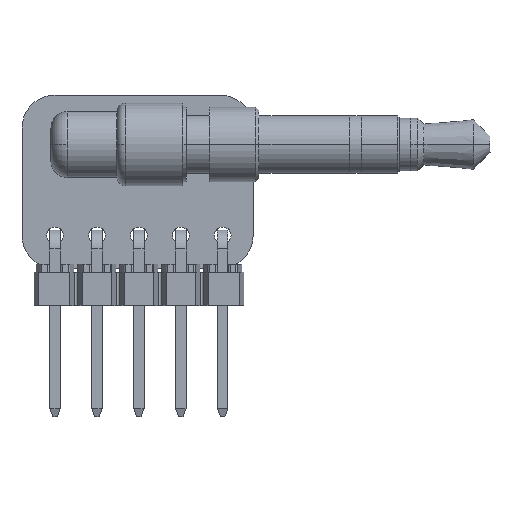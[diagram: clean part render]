
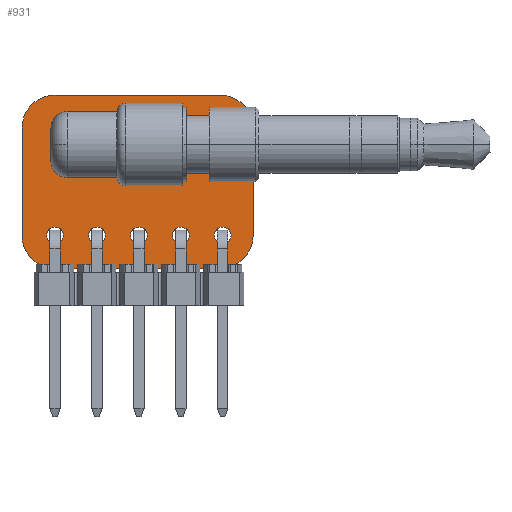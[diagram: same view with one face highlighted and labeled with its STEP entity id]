
A CAD part, top view. The second image highlights one B-rep face of the part: STEP entity #931.
In plain terms, the highlighted planar face has unit normal (0, 0, 1).
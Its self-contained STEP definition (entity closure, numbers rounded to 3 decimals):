
#84 = VERTEX_POINT('',#85);
#85 = CARTESIAN_POINT('',(2.,9.5,1.619));
#91 = EDGE_CURVE('',#84,#92,#94,.T.);
#92 = VERTEX_POINT('',#93);
#93 = CARTESIAN_POINT('',(0.,11.5,1.619));
#94 = CIRCLE('',#95,2.001);
#95 = AXIS2_PLACEMENT_3D('',#96,#97,#98);
#96 = CARTESIAN_POINT('',(2.001,11.501,1.619));
#97 = DIRECTION('',(0.,0.,-1.));
#98 = DIRECTION('',(0.,-1.,-0.));
#124 = EDGE_CURVE('',#92,#125,#127,.T.);
#125 = VERTEX_POINT('',#126);
#126 = CARTESIAN_POINT('',(0.,18.,1.619));
#127 = LINE('',#128,#129);
#128 = CARTESIAN_POINT('',(0.,11.5,1.619));
#129 = VECTOR('',#130,1.);
#130 = DIRECTION('',(0.,1.,0.));
#155 = EDGE_CURVE('',#125,#156,#158,.T.);
#156 = VERTEX_POINT('',#157);
#157 = CARTESIAN_POINT('',(2.,20.,1.619));
#158 = CIRCLE('',#159,2.001);
#159 = AXIS2_PLACEMENT_3D('',#160,#161,#162);
#160 = CARTESIAN_POINT('',(2.001,17.999,1.619));
#161 = DIRECTION('',(0.,0.,-1.));
#162 = DIRECTION('',(-1.,0.,0.));
#188 = EDGE_CURVE('',#156,#189,#191,.T.);
#189 = VERTEX_POINT('',#190);
#190 = CARTESIAN_POINT('',(12.,20.,1.619));
#191 = LINE('',#192,#193);
#192 = CARTESIAN_POINT('',(2.,20.,1.619));
#193 = VECTOR('',#194,1.);
#194 = DIRECTION('',(1.,0.,0.));
#219 = EDGE_CURVE('',#189,#220,#222,.T.);
#220 = VERTEX_POINT('',#221);
#221 = CARTESIAN_POINT('',(14.,18.,1.619));
#222 = CIRCLE('',#223,2.001);
#223 = AXIS2_PLACEMENT_3D('',#224,#225,#226);
#224 = CARTESIAN_POINT('',(11.999,17.999,1.619));
#225 = DIRECTION('',(0.,0.,-1.));
#226 = DIRECTION('',(0.,1.,0.));
#252 = EDGE_CURVE('',#220,#253,#255,.T.);
#253 = VERTEX_POINT('',#254);
#254 = CARTESIAN_POINT('',(14.,11.5,1.619));
#255 = LINE('',#256,#257);
#256 = CARTESIAN_POINT('',(14.,18.,1.619));
#257 = VECTOR('',#258,1.);
#258 = DIRECTION('',(0.,-1.,0.));
#283 = EDGE_CURVE('',#253,#284,#286,.T.);
#284 = VERTEX_POINT('',#285);
#285 = CARTESIAN_POINT('',(12.,9.5,1.619));
#286 = CIRCLE('',#287,2.001);
#287 = AXIS2_PLACEMENT_3D('',#288,#289,#290);
#288 = CARTESIAN_POINT('',(11.999,11.501,1.619));
#289 = DIRECTION('',(0.,0.,-1.));
#290 = DIRECTION('',(1.,0.,0.));
#316 = EDGE_CURVE('',#284,#84,#317,.T.);
#317 = LINE('',#318,#319);
#318 = CARTESIAN_POINT('',(12.,9.5,1.619));
#319 = VECTOR('',#320,1.);
#320 = DIRECTION('',(-1.,0.,0.));
#340 = VERTEX_POINT('',#341);
#341 = CARTESIAN_POINT('',(2.508,11.5,1.619));
#347 = EDGE_CURVE('',#340,#340,#348,.T.);
#348 = CIRCLE('',#349,0.508);
#349 = AXIS2_PLACEMENT_3D('',#350,#351,#352);
#350 = CARTESIAN_POINT('',(2.,11.5,1.619));
#351 = DIRECTION('',(0.,0.,1.));
#352 = DIRECTION('',(1.,0.,-0.));
#373 = VERTEX_POINT('',#374);
#374 = CARTESIAN_POINT('',(5.048,11.5,1.619));
#380 = EDGE_CURVE('',#373,#373,#381,.T.);
#381 = CIRCLE('',#382,0.508);
#382 = AXIS2_PLACEMENT_3D('',#383,#384,#385);
#383 = CARTESIAN_POINT('',(4.54,11.5,1.619));
#384 = DIRECTION('',(0.,0.,1.));
#385 = DIRECTION('',(1.,0.,-0.));
#406 = VERTEX_POINT('',#407);
#407 = CARTESIAN_POINT('',(3.75,17.35,1.619));
#413 = EDGE_CURVE('',#406,#414,#416,.T.);
#414 = VERTEX_POINT('',#415);
#415 = CARTESIAN_POINT('',(3.75,16.65,1.619));
#416 = LINE('',#417,#418);
#417 = CARTESIAN_POINT('',(3.75,17.35,1.619));
#418 = VECTOR('',#419,1.);
#419 = DIRECTION('',(0.,-1.,0.));
#444 = EDGE_CURVE('',#414,#445,#447,.T.);
#445 = VERTEX_POINT('',#446);
#446 = CARTESIAN_POINT('',(4.25,16.65,1.619));
#447 = CIRCLE('',#448,0.25);
#448 = AXIS2_PLACEMENT_3D('',#449,#450,#451);
#449 = CARTESIAN_POINT('',(4.,16.65,1.619));
#450 = DIRECTION('',(0.,0.,1.));
#451 = DIRECTION('',(-1.,0.,-0.));
#477 = EDGE_CURVE('',#445,#478,#480,.T.);
#478 = VERTEX_POINT('',#479);
#479 = CARTESIAN_POINT('',(4.25,17.35,1.619));
#480 = LINE('',#481,#482);
#481 = CARTESIAN_POINT('',(4.25,16.65,1.619));
#482 = VECTOR('',#483,1.);
#483 = DIRECTION('',(0.,1.,0.));
#508 = EDGE_CURVE('',#478,#406,#509,.T.);
#509 = CIRCLE('',#510,0.25);
#510 = AXIS2_PLACEMENT_3D('',#511,#512,#513);
#511 = CARTESIAN_POINT('',(4.,17.35,1.619));
#512 = DIRECTION('',(0.,0.,1.));
#513 = DIRECTION('',(1.,0.,-0.));
#534 = VERTEX_POINT('',#535);
#535 = CARTESIAN_POINT('',(6.25,17.35,1.619));
#541 = EDGE_CURVE('',#534,#542,#544,.T.);
#542 = VERTEX_POINT('',#543);
#543 = CARTESIAN_POINT('',(6.25,16.65,1.619));
#544 = LINE('',#545,#546);
#545 = CARTESIAN_POINT('',(6.25,17.35,1.619));
#546 = VECTOR('',#547,1.);
#547 = DIRECTION('',(0.,-1.,0.));
#572 = EDGE_CURVE('',#542,#573,#575,.T.);
#573 = VERTEX_POINT('',#574);
#574 = CARTESIAN_POINT('',(6.75,16.65,1.619));
#575 = CIRCLE('',#576,0.25);
#576 = AXIS2_PLACEMENT_3D('',#577,#578,#579);
#577 = CARTESIAN_POINT('',(6.5,16.65,1.619));
#578 = DIRECTION('',(0.,0.,1.));
#579 = DIRECTION('',(-1.,0.,-0.));
#605 = EDGE_CURVE('',#573,#606,#608,.T.);
#606 = VERTEX_POINT('',#607);
#607 = CARTESIAN_POINT('',(6.75,17.35,1.619));
#608 = LINE('',#609,#610);
#609 = CARTESIAN_POINT('',(6.75,16.65,1.619));
#610 = VECTOR('',#611,1.);
#611 = DIRECTION('',(0.,1.,0.));
#636 = EDGE_CURVE('',#606,#534,#637,.T.);
#637 = CIRCLE('',#638,0.25);
#638 = AXIS2_PLACEMENT_3D('',#639,#640,#641);
#639 = CARTESIAN_POINT('',(6.5,17.35,1.619));
#640 = DIRECTION('',(0.,0.,1.));
#641 = DIRECTION('',(1.,0.,-0.));
#662 = VERTEX_POINT('',#663);
#663 = CARTESIAN_POINT('',(7.588,11.5,1.619));
#669 = EDGE_CURVE('',#662,#662,#670,.T.);
#670 = CIRCLE('',#671,0.508);
#671 = AXIS2_PLACEMENT_3D('',#672,#673,#674);
#672 = CARTESIAN_POINT('',(7.08,11.5,1.619));
#673 = DIRECTION('',(0.,0.,1.));
#674 = DIRECTION('',(1.,0.,-0.));
#695 = VERTEX_POINT('',#696);
#696 = CARTESIAN_POINT('',(10.128,11.5,1.619));
#702 = EDGE_CURVE('',#695,#695,#703,.T.);
#703 = CIRCLE('',#704,0.508);
#704 = AXIS2_PLACEMENT_3D('',#705,#706,#707);
#705 = CARTESIAN_POINT('',(9.62,11.5,1.619));
#706 = DIRECTION('',(0.,0.,1.));
#707 = DIRECTION('',(1.,0.,-0.));
#728 = VERTEX_POINT('',#729);
#729 = CARTESIAN_POINT('',(8.75,17.35,1.619));
#735 = EDGE_CURVE('',#728,#736,#738,.T.);
#736 = VERTEX_POINT('',#737);
#737 = CARTESIAN_POINT('',(8.75,16.65,1.619));
#738 = LINE('',#739,#740);
#739 = CARTESIAN_POINT('',(8.75,17.35,1.619));
#740 = VECTOR('',#741,1.);
#741 = DIRECTION('',(0.,-1.,0.));
#766 = EDGE_CURVE('',#736,#767,#769,.T.);
#767 = VERTEX_POINT('',#768);
#768 = CARTESIAN_POINT('',(9.25,16.65,1.619));
#769 = CIRCLE('',#770,0.25);
#770 = AXIS2_PLACEMENT_3D('',#771,#772,#773);
#771 = CARTESIAN_POINT('',(9.,16.65,1.619));
#772 = DIRECTION('',(0.,0.,1.));
#773 = DIRECTION('',(-1.,0.,-0.));
#799 = EDGE_CURVE('',#767,#800,#802,.T.);
#800 = VERTEX_POINT('',#801);
#801 = CARTESIAN_POINT('',(9.25,17.35,1.619));
#802 = LINE('',#803,#804);
#803 = CARTESIAN_POINT('',(9.25,16.65,1.619));
#804 = VECTOR('',#805,1.);
#805 = DIRECTION('',(0.,1.,0.));
#830 = EDGE_CURVE('',#800,#728,#831,.T.);
#831 = CIRCLE('',#832,0.25);
#832 = AXIS2_PLACEMENT_3D('',#833,#834,#835);
#833 = CARTESIAN_POINT('',(9.,17.35,1.619));
#834 = DIRECTION('',(0.,0.,1.));
#835 = DIRECTION('',(1.,0.,-0.));
#856 = VERTEX_POINT('',#857);
#857 = CARTESIAN_POINT('',(12.668,11.5,1.619));
#863 = EDGE_CURVE('',#856,#856,#864,.T.);
#864 = CIRCLE('',#865,0.508);
#865 = AXIS2_PLACEMENT_3D('',#866,#867,#868);
#866 = CARTESIAN_POINT('',(12.16,11.5,1.619));
#867 = DIRECTION('',(0.,0.,1.));
#868 = DIRECTION('',(1.,0.,-0.));
#931 = ADVANCED_FACE('',(#932,#942,#945,#948,#954,#960,#963,#966,#972),
  #975,.F.);
#932 = FACE_BOUND('',#933,.F.);
#933 = EDGE_LOOP('',(#934,#935,#936,#937,#938,#939,#940,#941));
#934 = ORIENTED_EDGE('',*,*,#91,.T.);
#935 = ORIENTED_EDGE('',*,*,#124,.T.);
#936 = ORIENTED_EDGE('',*,*,#155,.T.);
#937 = ORIENTED_EDGE('',*,*,#188,.T.);
#938 = ORIENTED_EDGE('',*,*,#219,.T.);
#939 = ORIENTED_EDGE('',*,*,#252,.T.);
#940 = ORIENTED_EDGE('',*,*,#283,.T.);
#941 = ORIENTED_EDGE('',*,*,#316,.T.);
#942 = FACE_BOUND('',#943,.F.);
#943 = EDGE_LOOP('',(#944));
#944 = ORIENTED_EDGE('',*,*,#347,.T.);
#945 = FACE_BOUND('',#946,.F.);
#946 = EDGE_LOOP('',(#947));
#947 = ORIENTED_EDGE('',*,*,#380,.T.);
#948 = FACE_BOUND('',#949,.F.);
#949 = EDGE_LOOP('',(#950,#951,#952,#953));
#950 = ORIENTED_EDGE('',*,*,#413,.T.);
#951 = ORIENTED_EDGE('',*,*,#444,.T.);
#952 = ORIENTED_EDGE('',*,*,#477,.T.);
#953 = ORIENTED_EDGE('',*,*,#508,.T.);
#954 = FACE_BOUND('',#955,.F.);
#955 = EDGE_LOOP('',(#956,#957,#958,#959));
#956 = ORIENTED_EDGE('',*,*,#541,.T.);
#957 = ORIENTED_EDGE('',*,*,#572,.T.);
#958 = ORIENTED_EDGE('',*,*,#605,.T.);
#959 = ORIENTED_EDGE('',*,*,#636,.T.);
#960 = FACE_BOUND('',#961,.F.);
#961 = EDGE_LOOP('',(#962));
#962 = ORIENTED_EDGE('',*,*,#669,.T.);
#963 = FACE_BOUND('',#964,.F.);
#964 = EDGE_LOOP('',(#965));
#965 = ORIENTED_EDGE('',*,*,#702,.T.);
#966 = FACE_BOUND('',#967,.F.);
#967 = EDGE_LOOP('',(#968,#969,#970,#971));
#968 = ORIENTED_EDGE('',*,*,#735,.T.);
#969 = ORIENTED_EDGE('',*,*,#766,.T.);
#970 = ORIENTED_EDGE('',*,*,#799,.T.);
#971 = ORIENTED_EDGE('',*,*,#830,.T.);
#972 = FACE_BOUND('',#973,.F.);
#973 = EDGE_LOOP('',(#974));
#974 = ORIENTED_EDGE('',*,*,#863,.T.);
#975 = PLANE('',#976);
#976 = AXIS2_PLACEMENT_3D('',#977,#978,#979);
#977 = CARTESIAN_POINT('',(7.,14.75,1.619));
#978 = DIRECTION('',(-0.,-0.,-1.));
#979 = DIRECTION('',(-1.,0.,0.));
